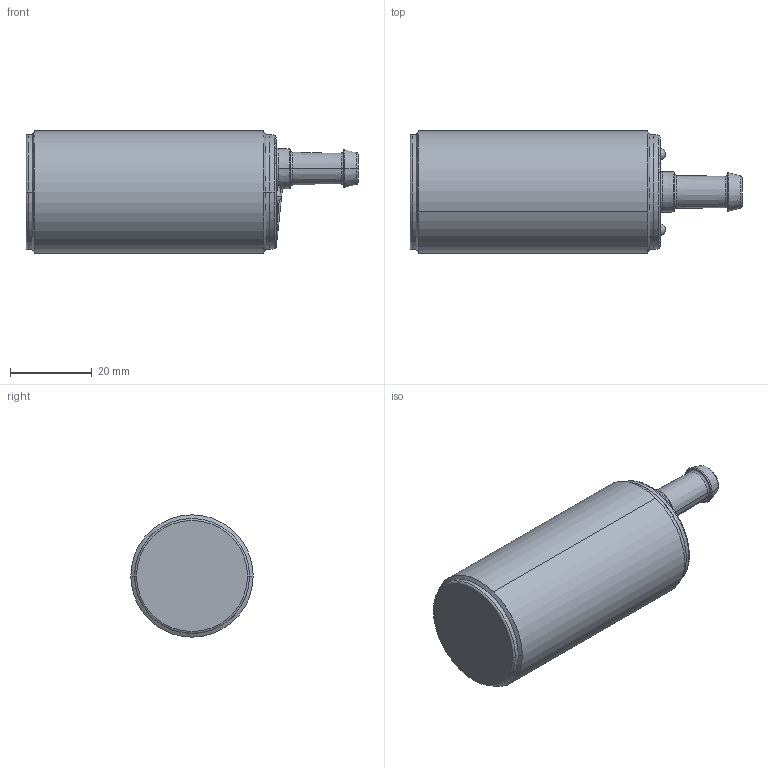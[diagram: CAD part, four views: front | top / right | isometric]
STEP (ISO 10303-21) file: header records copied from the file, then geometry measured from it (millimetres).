
FILE_DESCRIPTION((''),'2;1');
FILE_NAME('4-GEN-TRIPEL-SHIELD-M30-CABLE-F_ASM','2014-09-29T',('msj'),(''),'PRO/ENGINEER BY PARAMETRIC TECHNOLOGY CORPORATION, 2009440','PRO/ENGINEER BY PARAMETRIC TECHNOLOGY CORPORATION, 2009440','');
FILE_SCHEMA(('CONFIG_CONTROL_DESIGN'));
Length unit declared in the file: millimetre
Products named in the file (4): 4-GEN-TRIPEL-SHIELD-M30-C-75940; 4-GEN-TRIPEL-SHIELD-M30-C-77200_ASM; _4-GEN-TRIPEL-SHIELD-M30-CABLE-; 4-GEN-TRIPEL-SHIELD-M30-CABLE-F_ASM
Assembly tree (3 placements, depth 3):
  4-GEN-TRIPEL-SHIELD-M30-CABLE-F_ASM
    4-GEN-TRIPEL-SHIELD-M30-C-77200_ASM
      4-GEN-TRIPEL-SHIELD-M30-C-75940
    _4-GEN-TRIPEL-SHIELD-M30-CABLE-
Bounding box: 81 x 29.85 x 29.85 mm (x, y, z)
Volume: 43013.4 mm3; surface area: 7871.8 mm2
Topology: 1 solids, 1 shells, 99 faces, 253 edges, 158 vertices
Faces by surface type: bspline 28, cone 18, plane 18, torus 16, cylinder 15, sphere 4
Entity records: 6214 total; most frequent: CARTESIAN_POINT 3875, ORIENTED_EDGE 494, DIRECTION 441, EDGE_CURVE 247, AXIS2_PLACEMENT_3D 193, VERTEX_POINT 158, CIRCLE 114, EDGE_LOOP 107
